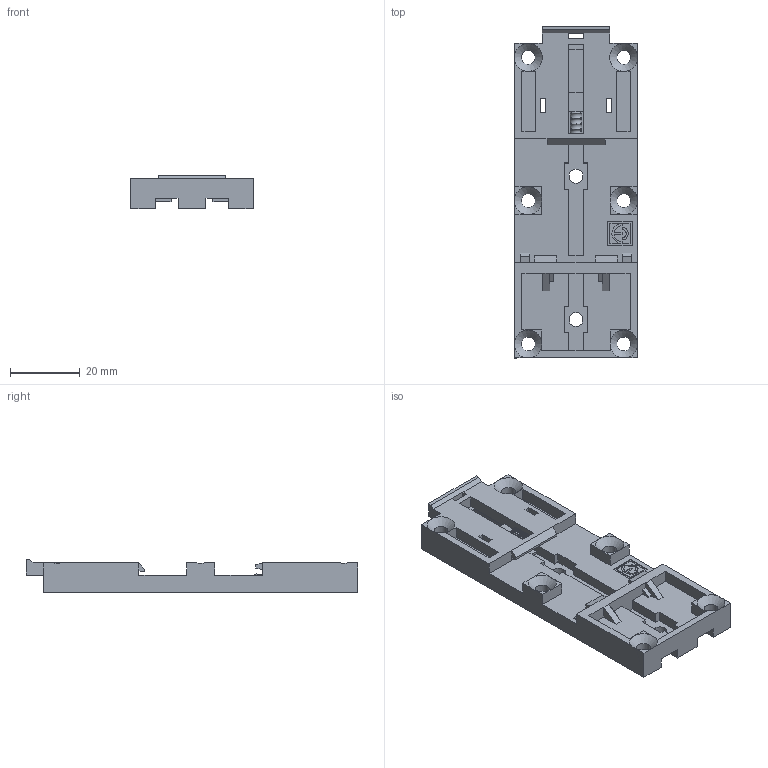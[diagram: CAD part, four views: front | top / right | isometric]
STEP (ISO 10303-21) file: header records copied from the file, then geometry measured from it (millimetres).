
FILE_DESCRIPTION(('STEP AP214'),'1');
FILE_NAME('sda.stp','2019-11-21T13:23:34',(' '),(' '),'Spatial InterOp 3D',' ',' ');
FILE_SCHEMA(('automotive_design'));
Length unit declared in the file: metre
Products named in the file (1): 1
Bounding box: 35 x 95 x 9.5 mm (x, y, z)
Volume: 12888.5 mm3; surface area: 12445.6 mm2
Topology: 1 solids, 1 shells, 294 faces, 820 edges, 530 vertices
Faces by surface type: plane 239, torus 33, cylinder 15, cone 6, extrusion 1
Full cylindrical faces by diameter (mm): 2 x1, 4 x8
Entity records: 11298 total; most frequent: CARTESIAN_POINT 1689, ORIENTED_EDGE 1488, DIRECTION 1403, EDGE_CURVE 744, VECTOR 647, LINE 646, VERTEX_POINT 502, AXIS2_PLACEMENT_3D 378
